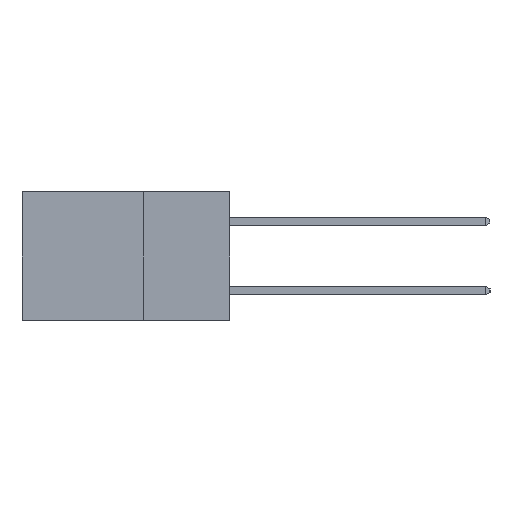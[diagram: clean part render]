
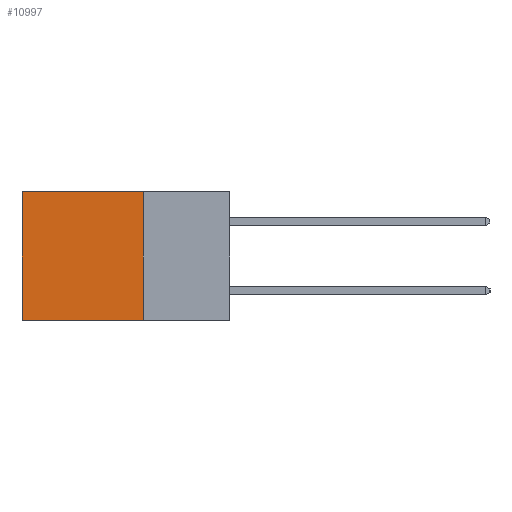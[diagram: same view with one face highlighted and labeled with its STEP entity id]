
A CAD part, left-side view. The second image highlights one B-rep face of the part: STEP entity #10997.
In plain terms, the highlighted planar face has unit normal (-1, 0, 0).
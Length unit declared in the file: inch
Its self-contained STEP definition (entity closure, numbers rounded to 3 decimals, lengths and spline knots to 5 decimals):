
#96 = AXIS2_PLACEMENT_3D ( 'NONE', #16207, #1170, #10005 ) ;
#124 = VECTOR ( 'NONE', #7304, 39.37008 ) ;
#150 = VERTEX_POINT ( 'NONE', #15569 ) ;
#375 = CARTESIAN_POINT ( 'NONE',  ( 0.2615, 0.6, 0. ) ) ;
#1054 = VECTOR ( 'NONE', #14543, 39.37008 ) ;
#1170 = DIRECTION ( 'NONE',  ( 1., 0., 0. ) ) ;
#1611 = EDGE_CURVE ( 'NONE', #150, #15402, #4368, .T. ) ;
#2666 = CARTESIAN_POINT ( 'NONE',  ( 0.2615, 0.25, -0.37 ) ) ;
#3205 = LINE ( 'NONE', #15046, #12964 ) ;
#3462 = LINE ( 'NONE', #14915, #124 ) ;
#3783 = ORIENTED_EDGE ( 'NONE', *, *, #6798, .T. ) ;
#4368 = LINE ( 'NONE', #2666, #1054 ) ;
#4507 = EDGE_CURVE ( 'NONE', #15127, #150, #6842, .T. ) ;
#5510 = ORIENTED_EDGE ( 'NONE', *, *, #1611, .F. ) ;
#6798 = EDGE_CURVE ( 'NONE', #15127, #7775, #3205, .T. ) ;
#6842 = LINE ( 'NONE', #10662, #13683 ) ;
#7304 = DIRECTION ( 'NONE',  ( 0., 0., -1. ) ) ;
#7428 = PLANE ( 'NONE',  #96 ) ;
#7775 = VERTEX_POINT ( 'NONE', #375 ) ;
#8040 = CARTESIAN_POINT ( 'NONE',  ( 0.2615, 0.6, -0.37 ) ) ;
#9185 = ORIENTED_EDGE ( 'NONE', *, *, #4507, .F. ) ;
#9436 = FACE_OUTER_BOUND ( 'NONE', #14571, .T. ) ;
#10005 = DIRECTION ( 'NONE',  ( 0., 0., -1. ) ) ;
#10615 = DIRECTION ( 'NONE',  ( 0., 0., -1. ) ) ;
#10662 = CARTESIAN_POINT ( 'NONE',  ( 0.2615, 0.25, -0.37 ) ) ;
#10954 = EDGE_CURVE ( 'NONE', #7775, #15402, #3462, .T. ) ;
#10997 = ADVANCED_FACE ( 'NONE', ( #9436 ), #7428, .F. ) ;
#12568 = CARTESIAN_POINT ( 'NONE',  ( 0.2615, 0.25, 0. ) ) ;
#12605 = DIRECTION ( 'NONE',  ( 0., 1., 0. ) ) ;
#12964 = VECTOR ( 'NONE', #12605, 39.37008 ) ;
#13683 = VECTOR ( 'NONE', #10615, 39.37008 ) ;
#14089 = ORIENTED_EDGE ( 'NONE', *, *, #10954, .T. ) ;
#14543 = DIRECTION ( 'NONE',  ( 0., 1., 0. ) ) ;
#14571 = EDGE_LOOP ( 'NONE', ( #14089, #5510, #9185, #3783 ) ) ;
#14915 = CARTESIAN_POINT ( 'NONE',  ( 0.2615, 0.6, -0.37 ) ) ;
#15046 = CARTESIAN_POINT ( 'NONE',  ( 0.2615, 0.25, 0. ) ) ;
#15127 = VERTEX_POINT ( 'NONE', #12568 ) ;
#15402 = VERTEX_POINT ( 'NONE', #8040 ) ;
#15569 = CARTESIAN_POINT ( 'NONE',  ( 0.2615, 0.25, -0.37 ) ) ;
#16207 = CARTESIAN_POINT ( 'NONE',  ( 0.2615, 0.25, -0.37 ) ) ;
